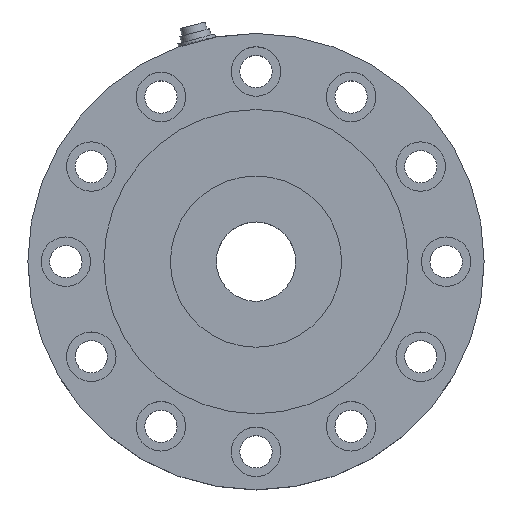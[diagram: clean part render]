
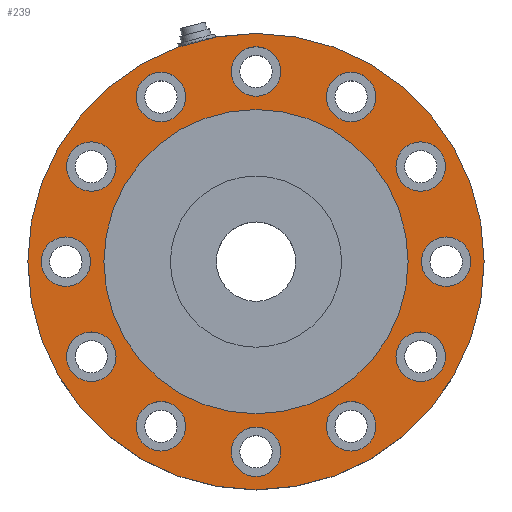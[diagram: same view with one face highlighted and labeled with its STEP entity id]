
A CAD part, top view. The second image highlights one B-rep face of the part: STEP entity #239.
In plain terms, the highlighted planar face has unit normal (0, 0, 1).
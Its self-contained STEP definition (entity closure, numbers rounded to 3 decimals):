
#239 = ADVANCED_FACE( '', ( #520, #521, #522, #523, #524, #525, #526, #527, #528, #529, #530, #531, #532, #533 ), #534, .F. );
#520 = FACE_BOUND( '', #860, .T. );
#521 = FACE_BOUND( '', #861, .T. );
#522 = FACE_BOUND( '', #862, .T. );
#523 = FACE_BOUND( '', #863, .T. );
#524 = FACE_BOUND( '', #864, .T. );
#525 = FACE_BOUND( '', #865, .T. );
#526 = FACE_BOUND( '', #866, .T. );
#527 = FACE_BOUND( '', #867, .T. );
#528 = FACE_BOUND( '', #868, .T. );
#529 = FACE_BOUND( '', #869, .T. );
#530 = FACE_BOUND( '', #870, .T. );
#531 = FACE_BOUND( '', #871, .T. );
#532 = FACE_OUTER_BOUND( '', #872, .T. );
#533 = FACE_BOUND( '', #873, .T. );
#534 = PLANE( '', #874 );
#860 = EDGE_LOOP( '', ( #1294 ) );
#861 = EDGE_LOOP( '', ( #1295 ) );
#862 = EDGE_LOOP( '', ( #1296 ) );
#863 = EDGE_LOOP( '', ( #1297 ) );
#864 = EDGE_LOOP( '', ( #1298 ) );
#865 = EDGE_LOOP( '', ( #1299 ) );
#866 = EDGE_LOOP( '', ( #1300 ) );
#867 = EDGE_LOOP( '', ( #1301 ) );
#868 = EDGE_LOOP( '', ( #1302 ) );
#869 = EDGE_LOOP( '', ( #1303 ) );
#870 = EDGE_LOOP( '', ( #1304 ) );
#871 = EDGE_LOOP( '', ( #1305 ) );
#872 = EDGE_LOOP( '', ( #1306 ) );
#873 = EDGE_LOOP( '', ( #1307 ) );
#874 = AXIS2_PLACEMENT_3D( '', #1308, #1309, #1310 );
#1294 = ORIENTED_EDGE( '', *, *, #1551, .T. );
#1295 = ORIENTED_EDGE( '', *, *, #1559, .T. );
#1296 = ORIENTED_EDGE( '', *, *, #1621, .T. );
#1297 = ORIENTED_EDGE( '', *, *, #1517, .T. );
#1298 = ORIENTED_EDGE( '', *, *, #1520, .T. );
#1299 = ORIENTED_EDGE( '', *, *, #1601, .T. );
#1300 = ORIENTED_EDGE( '', *, *, #1594, .T. );
#1301 = ORIENTED_EDGE( '', *, *, #1622, .T. );
#1302 = ORIENTED_EDGE( '', *, *, #1623, .T. );
#1303 = ORIENTED_EDGE( '', *, *, #1505, .T. );
#1304 = ORIENTED_EDGE( '', *, *, #1585, .T. );
#1305 = ORIENTED_EDGE( '', *, *, #1624, .T. );
#1306 = ORIENTED_EDGE( '', *, *, #1625, .F. );
#1307 = ORIENTED_EDGE( '', *, *, #1626, .T. );
#1308 = CARTESIAN_POINT( '', ( -80., 0., -2. ) );
#1309 = DIRECTION( '', ( 0., 0., -1. ) );
#1310 = DIRECTION( '', ( -1., 0., 0. ) );
#1505 = EDGE_CURVE( '', #1681, #1681, #1682, .T. );
#1517 = EDGE_CURVE( '', #1701, #1701, #1702, .T. );
#1520 = EDGE_CURVE( '', #1706, #1706, #1707, .T. );
#1551 = EDGE_CURVE( '', #1757, #1757, #1758, .T. );
#1559 = EDGE_CURVE( '', #1770, #1770, #1771, .T. );
#1585 = EDGE_CURVE( '', #1813, #1813, #1814, .T. );
#1594 = EDGE_CURVE( '', #1826, #1826, #1827, .T. );
#1601 = EDGE_CURVE( '', #1836, #1836, #1837, .T. );
#1621 = EDGE_CURVE( '', #1865, #1865, #1866, .T. );
#1622 = EDGE_CURVE( '', #1867, #1867, #1868, .T. );
#1623 = EDGE_CURVE( '', #1869, #1869, #1870, .T. );
#1624 = EDGE_CURVE( '', #1871, #1871, #1872, .T. );
#1625 = EDGE_CURVE( '', #1873, #1873, #1874, .T. );
#1626 = EDGE_CURVE( '', #1875, #1875, #1876, .T. );
#1681 = VERTEX_POINT( '', #1942 );
#1682 = CIRCLE( '', #1943, 13. );
#1701 = VERTEX_POINT( '', #2007 );
#1702 = CIRCLE( '', #2008, 13. );
#1706 = VERTEX_POINT( '', #2012 );
#1707 = CIRCLE( '', #2013, 13. );
#1757 = VERTEX_POINT( '', #2063 );
#1758 = CIRCLE( '', #2064, 13. );
#1770 = VERTEX_POINT( '', #2076 );
#1771 = CIRCLE( '', #2077, 13. );
#1813 = VERTEX_POINT( '', #2166 );
#1814 = CIRCLE( '', #2167, 13. );
#1826 = VERTEX_POINT( '', #2179 );
#1827 = CIRCLE( '', #2180, 13. );
#1836 = VERTEX_POINT( '', #2189 );
#1837 = CIRCLE( '', #2190, 13. );
#1865 = VERTEX_POINT( '', #2218 );
#1866 = CIRCLE( '', #2219, 13. );
#1867 = VERTEX_POINT( '', #2220 );
#1868 = CIRCLE( '', #2221, 13. );
#1869 = VERTEX_POINT( '', #2222 );
#1870 = CIRCLE( '', #2223, 13. );
#1871 = VERTEX_POINT( '', #2224 );
#1872 = CIRCLE( '', #2225, 13. );
#1873 = VERTEX_POINT( '', #2226 );
#1874 = CIRCLE( '', #2227, 120. );
#1875 = VERTEX_POINT( '', #2228 );
#1876 = CIRCLE( '', #2229, 80. );
#1942 = CARTESIAN_POINT( '', ( -75.344, 43.5, -2. ) );
#1943 = AXIS2_PLACEMENT_3D( '', #2299, #2300, #2301 );
#2007 = CARTESIAN_POINT( '', ( 75.344, -43.5, -2. ) );
#2008 = AXIS2_PLACEMENT_3D( '', #2320, #2321, #2322 );
#2012 = CARTESIAN_POINT( '', ( 43.5, -75.344, -2. ) );
#2013 = AXIS2_PLACEMENT_3D( '', #2326, #2327, #2328 );
#2063 = CARTESIAN_POINT( '', ( 43.5, 75.344, -2. ) );
#2064 = AXIS2_PLACEMENT_3D( '', #2386, #2387, #2388 );
#2076 = CARTESIAN_POINT( '', ( 75.344, 43.5, -2. ) );
#2077 = AXIS2_PLACEMENT_3D( '', #2401, #2402, #2403 );
#2166 = CARTESIAN_POINT( '', ( -43.5, 75.344, -2. ) );
#2167 = AXIS2_PLACEMENT_3D( '', #2448, #2449, #2450 );
#2179 = CARTESIAN_POINT( '', ( -43.5, -75.344, -2. ) );
#2180 = AXIS2_PLACEMENT_3D( '', #2460, #2461, #2462 );
#2189 = CARTESIAN_POINT( '', ( 0., -87., -2. ) );
#2190 = AXIS2_PLACEMENT_3D( '', #2469, #2470, #2471 );
#2218 = CARTESIAN_POINT( '', ( 87., 0., -2. ) );
#2219 = AXIS2_PLACEMENT_3D( '', #2499, #2500, #2501 );
#2220 = CARTESIAN_POINT( '', ( -75.344, -43.5, -2. ) );
#2221 = AXIS2_PLACEMENT_3D( '', #2502, #2503, #2504 );
#2222 = CARTESIAN_POINT( '', ( -87., 0., -2. ) );
#2223 = AXIS2_PLACEMENT_3D( '', #2505, #2506, #2507 );
#2224 = CARTESIAN_POINT( '', ( 0., 87., -2. ) );
#2225 = AXIS2_PLACEMENT_3D( '', #2508, #2509, #2510 );
#2226 = CARTESIAN_POINT( '', ( -120., 0., -2. ) );
#2227 = AXIS2_PLACEMENT_3D( '', #2511, #2512, #2513 );
#2228 = CARTESIAN_POINT( '', ( -80., 0., -2. ) );
#2229 = AXIS2_PLACEMENT_3D( '', #2514, #2515, #2516 );
#2299 = CARTESIAN_POINT( '', ( -86.603, 50., -2. ) );
#2300 = DIRECTION( '', ( 0., 0., -1. ) );
#2301 = DIRECTION( '', ( 0.866, -0.5, 0. ) );
#2320 = CARTESIAN_POINT( '', ( 86.603, -50., -2. ) );
#2321 = DIRECTION( '', ( 0., 0., -1. ) );
#2322 = DIRECTION( '', ( -0.866, 0.5, 0. ) );
#2326 = CARTESIAN_POINT( '', ( 50., -86.603, -2. ) );
#2327 = DIRECTION( '', ( 0., 0., -1. ) );
#2328 = DIRECTION( '', ( -0.5, 0.866, 0. ) );
#2386 = CARTESIAN_POINT( '', ( 50., 86.603, -2. ) );
#2387 = DIRECTION( '', ( 0., 0., -1. ) );
#2388 = DIRECTION( '', ( -0.5, -0.866, 0. ) );
#2401 = CARTESIAN_POINT( '', ( 86.603, 50., -2. ) );
#2402 = DIRECTION( '', ( 0., 0., -1. ) );
#2403 = DIRECTION( '', ( -0.866, -0.5, 0. ) );
#2448 = CARTESIAN_POINT( '', ( -50., 86.603, -2. ) );
#2449 = DIRECTION( '', ( 0., 0., -1. ) );
#2450 = DIRECTION( '', ( 0.5, -0.866, 0. ) );
#2460 = CARTESIAN_POINT( '', ( -50., -86.603, -2. ) );
#2461 = DIRECTION( '', ( 0., 0., -1. ) );
#2462 = DIRECTION( '', ( 0.5, 0.866, 0. ) );
#2469 = CARTESIAN_POINT( '', ( 0., -100., -2. ) );
#2470 = DIRECTION( '', ( 0., 0., -1. ) );
#2471 = DIRECTION( '', ( 0., 1., 0. ) );
#2499 = CARTESIAN_POINT( '', ( 100., 0., -2. ) );
#2500 = DIRECTION( '', ( 0., 0., -1. ) );
#2501 = DIRECTION( '', ( -1., 0., 0. ) );
#2502 = CARTESIAN_POINT( '', ( -86.603, -50., -2. ) );
#2503 = DIRECTION( '', ( 0., 0., -1. ) );
#2504 = DIRECTION( '', ( 0.866, 0.5, 0. ) );
#2505 = CARTESIAN_POINT( '', ( -100., 0., -2. ) );
#2506 = DIRECTION( '', ( 0., 0., -1. ) );
#2507 = DIRECTION( '', ( 1., 0., 0. ) );
#2508 = CARTESIAN_POINT( '', ( 0., 100., -2. ) );
#2509 = DIRECTION( '', ( 0., 0., -1. ) );
#2510 = DIRECTION( '', ( 0., -1., 0. ) );
#2511 = CARTESIAN_POINT( '', ( 0., 0., -2. ) );
#2512 = DIRECTION( '', ( 0., 0., -1. ) );
#2513 = DIRECTION( '', ( -1., 0., 0. ) );
#2514 = CARTESIAN_POINT( '', ( 0., 0., -2. ) );
#2515 = DIRECTION( '', ( 0., 0., -1. ) );
#2516 = DIRECTION( '', ( -1., 0., 0. ) );
